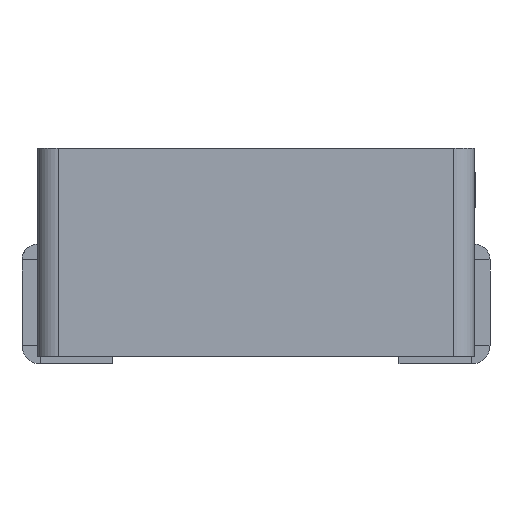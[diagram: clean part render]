
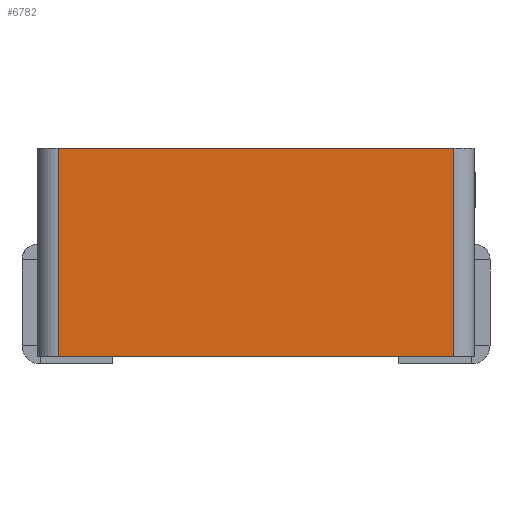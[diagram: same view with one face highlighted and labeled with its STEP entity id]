
A CAD part, front view. The second image highlights one B-rep face of the part: STEP entity #6782.
In plain terms, the highlighted planar face has unit normal (0, -1, 0).
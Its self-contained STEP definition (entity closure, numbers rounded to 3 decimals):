
#381=LINE('',#9603,#1111);
#419=LINE('',#9854,#1149);
#458=LINE('',#10063,#1188);
#459=LINE('',#10064,#1189);
#1111=VECTOR('',#7747,1.);
#1149=VECTOR('',#7793,1.);
#1188=VECTOR('',#7848,1.);
#1189=VECTOR('',#7849,1.);
#1734=PLANE('',#7222);
#1977=FACE_OUTER_BOUND('',#2373,.T.);
#2373=EDGE_LOOP('',(#4908,#4909,#4910,#4911));
#3127=VERTEX_POINT('',#9600);
#3128=VERTEX_POINT('',#9602);
#3178=VERTEX_POINT('',#9852);
#3179=VERTEX_POINT('',#9853);
#3791=EDGE_CURVE('',#3128,#3127,#381,.T.);
#3842=EDGE_CURVE('',#3178,#3179,#419,.T.);
#3893=EDGE_CURVE('',#3127,#3179,#458,.T.);
#3894=EDGE_CURVE('',#3178,#3128,#459,.T.);
#4908=ORIENTED_EDGE('',*,*,#3791,.T.);
#4909=ORIENTED_EDGE('',*,*,#3893,.T.);
#4910=ORIENTED_EDGE('',*,*,#3842,.F.);
#4911=ORIENTED_EDGE('',*,*,#3894,.T.);
#6782=ADVANCED_FACE('',(#1977),#1734,.F.);
#7222=AXIS2_PLACEMENT_3D('',#10062,#7846,#7847);
#7747=DIRECTION('',(1.,0.,0.));
#7793=DIRECTION('',(1.,0.,0.));
#7846=DIRECTION('center_axis',(0.,1.,0.));
#7847=DIRECTION('ref_axis',(0.,0.,1.));
#7848=DIRECTION('',(0.,0.,1.));
#7849=DIRECTION('',(0.,0.,-1.));
#9600=CARTESIAN_POINT('',(1.9,-2.1,0.075));
#9602=CARTESIAN_POINT('',(-1.9,-2.1,0.075));
#9603=CARTESIAN_POINT('',(-2.1,-2.1,0.075));
#9852=CARTESIAN_POINT('',(-1.9,-2.1,2.075));
#9853=CARTESIAN_POINT('',(1.9,-2.1,2.075));
#9854=CARTESIAN_POINT('',(-2.1,-2.1,2.075));
#10062=CARTESIAN_POINT('Origin',(-2.1,-2.1,2.075));
#10063=CARTESIAN_POINT('',(1.9,-2.1,2.075));
#10064=CARTESIAN_POINT('',(-1.9,-2.1,2.075));
